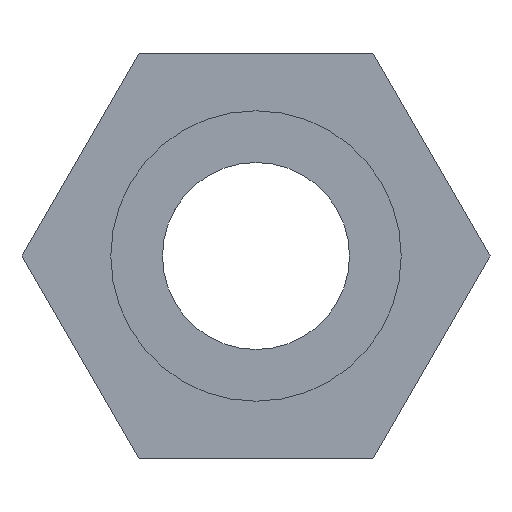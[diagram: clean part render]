
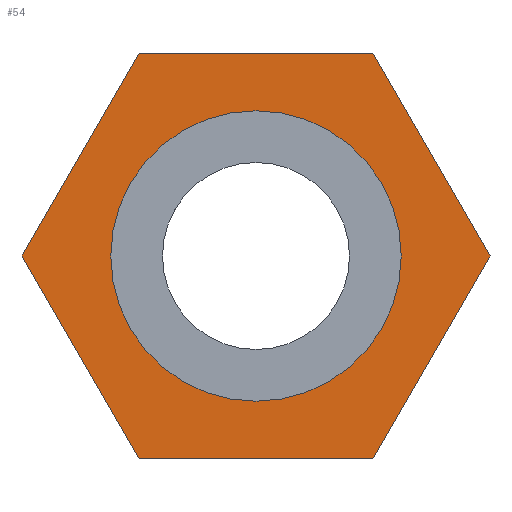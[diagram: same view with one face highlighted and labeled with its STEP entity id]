
A CAD part, front view. The second image highlights one B-rep face of the part: STEP entity #54.
In plain terms, the highlighted planar face has unit normal (0, -1, 0).
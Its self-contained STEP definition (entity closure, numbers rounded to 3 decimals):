
#54 = ADVANCED_FACE( '', ( #112, #113 ), #114, .T. );
#112 = FACE_BOUND( '', #169, .T. );
#113 = FACE_OUTER_BOUND( '', #170, .T. );
#114 = PLANE( '', #171 );
#169 = EDGE_LOOP( '', ( #245 ) );
#170 = EDGE_LOOP( '', ( #246, #247, #248, #249, #250, #251 ) );
#171 = AXIS2_PLACEMENT_3D( '', #252, #253, #254 );
#245 = ORIENTED_EDGE( '', *, *, #298, .F. );
#246 = ORIENTED_EDGE( '', *, *, #301, .T. );
#247 = ORIENTED_EDGE( '', *, *, #323, .T. );
#248 = ORIENTED_EDGE( '', *, *, #315, .T. );
#249 = ORIENTED_EDGE( '', *, *, #324, .T. );
#250 = ORIENTED_EDGE( '', *, *, #325, .T. );
#251 = ORIENTED_EDGE( '', *, *, #319, .T. );
#252 = CARTESIAN_POINT( '', ( 0., -20., 0. ) );
#253 = DIRECTION( '', ( 0., -1., 0. ) );
#254 = DIRECTION( '', ( 0., 0., -1. ) );
#298 = EDGE_CURVE( '', #338, #338, #339, .T. );
#301 = EDGE_CURVE( '', #344, #341, #345, .T. );
#315 = EDGE_CURVE( '', #367, #364, #368, .T. );
#319 = EDGE_CURVE( '', #373, #344, #374, .T. );
#323 = EDGE_CURVE( '', #341, #367, #379, .T. );
#324 = EDGE_CURVE( '', #364, #380, #381, .T. );
#325 = EDGE_CURVE( '', #380, #373, #382, .T. );
#338 = VERTEX_POINT( '', #396 );
#339 = CIRCLE( '', #397, 9.316 );
#341 = VERTEX_POINT( '', #399 );
#344 = VERTEX_POINT( '', #403 );
#345 = LINE( '', #404, #405 );
#364 = VERTEX_POINT( '', #426 );
#367 = VERTEX_POINT( '', #430 );
#368 = LINE( '', #431, #432 );
#373 = VERTEX_POINT( '', #439 );
#374 = LINE( '', #440, #441 );
#379 = LINE( '', #448, #449 );
#380 = VERTEX_POINT( '', #450 );
#381 = LINE( '', #451, #452 );
#382 = LINE( '', #453, #454 );
#396 = CARTESIAN_POINT( '', ( 0., -20., -9.315 ) );
#397 = AXIS2_PLACEMENT_3D( '', #472, #473, #474 );
#399 = CARTESIAN_POINT( '', ( -7.506, -20., -13. ) );
#403 = CARTESIAN_POINT( '', ( -15.011, -20., 0. ) );
#404 = CARTESIAN_POINT( '', ( -15.011, -20., 0. ) );
#405 = VECTOR( '', #476, 1000. );
#426 = CARTESIAN_POINT( '', ( 15.011, -20., 0. ) );
#430 = CARTESIAN_POINT( '', ( 7.506, -20., -13. ) );
#431 = CARTESIAN_POINT( '', ( 7.506, -20., -13. ) );
#432 = VECTOR( '', #495, 1000. );
#439 = CARTESIAN_POINT( '', ( -7.506, -20., 13. ) );
#440 = CARTESIAN_POINT( '', ( -7.506, -20., 13. ) );
#441 = VECTOR( '', #498, 1000. );
#448 = CARTESIAN_POINT( '', ( -7.506, -20., -13. ) );
#449 = VECTOR( '', #501, 1000. );
#450 = CARTESIAN_POINT( '', ( 7.506, -20., 13. ) );
#451 = CARTESIAN_POINT( '', ( 15.011, -20., 0. ) );
#452 = VECTOR( '', #502, 1000. );
#453 = CARTESIAN_POINT( '', ( 7.506, -20., 13. ) );
#454 = VECTOR( '', #503, 1000. );
#472 = CARTESIAN_POINT( '', ( 0., -20., 0. ) );
#473 = DIRECTION( '', ( 0., -1., 0. ) );
#474 = DIRECTION( '', ( 0., 0., -1. ) );
#476 = DIRECTION( '', ( 0.5, 0., -0.866 ) );
#495 = DIRECTION( '', ( 0.5, 0., 0.866 ) );
#498 = DIRECTION( '', ( -0.5, 0., -0.866 ) );
#501 = DIRECTION( '', ( 1., 0., 0. ) );
#502 = DIRECTION( '', ( -0.5, 0., 0.866 ) );
#503 = DIRECTION( '', ( -1., 0., 0. ) );
